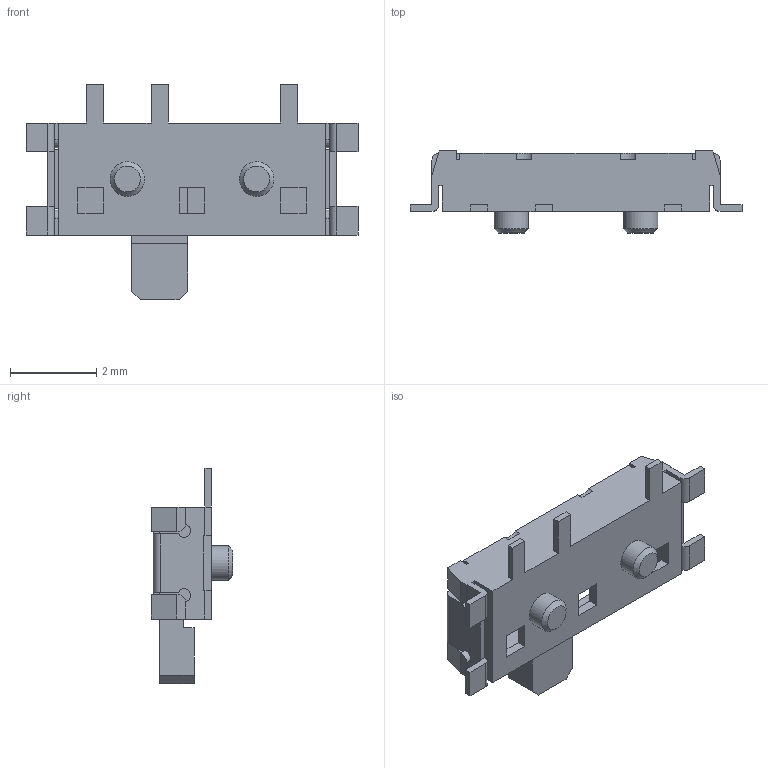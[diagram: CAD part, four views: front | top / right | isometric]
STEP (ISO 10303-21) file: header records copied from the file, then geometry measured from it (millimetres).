
FILE_DESCRIPTION(/* description */ ('','CAx-IF Rec.Pracs.---Representation and Presentation of Product Manufacturing Information (PMI)---4.0---2014-10-13'),/* implementation_level */ '2;1');
FILE_NAME(/* name */ 'PCM12SMTR_c.stp',/* time_stamp */ '2020-09-26T17:00:20-07:00',/* author */ ('Ryan'),/* organization */ (''),/* preprocessor_version */ 'ST-DEVELOPER v18',/* originating_system */ 'Autodesk Inventor 2020',/* authorisation */ '');
FILE_SCHEMA (('AP242_MANAGED_MODEL_BASED_3D_ENGINEERING_MIM_LF { 1 0 10303 442 1 1 4 }'));
Length unit declared in the file: millimetre
Products named in the file (1): 1
Bounding box: 7.7 x 1.9 x 5 mm (x, y, z)
Volume: 15.6 mm3; surface area: 121.8 mm2
Topology: 1 solids, 1 shells, 162 faces, 494 edges, 320 vertices
Faces by surface type: plane 130, cylinder 30, cone 2
Full cylindrical faces by diameter (mm): 0.8 x2
Entity records: 5646 total; most frequent: CARTESIAN_POINT 994, ORIENTED_EDGE 988, DIRECTION 906, EDGE_CURVE 494, LINE 434, VECTOR 434, VERTEX_POINT 320, AXIS2_PLACEMENT_3D 236
